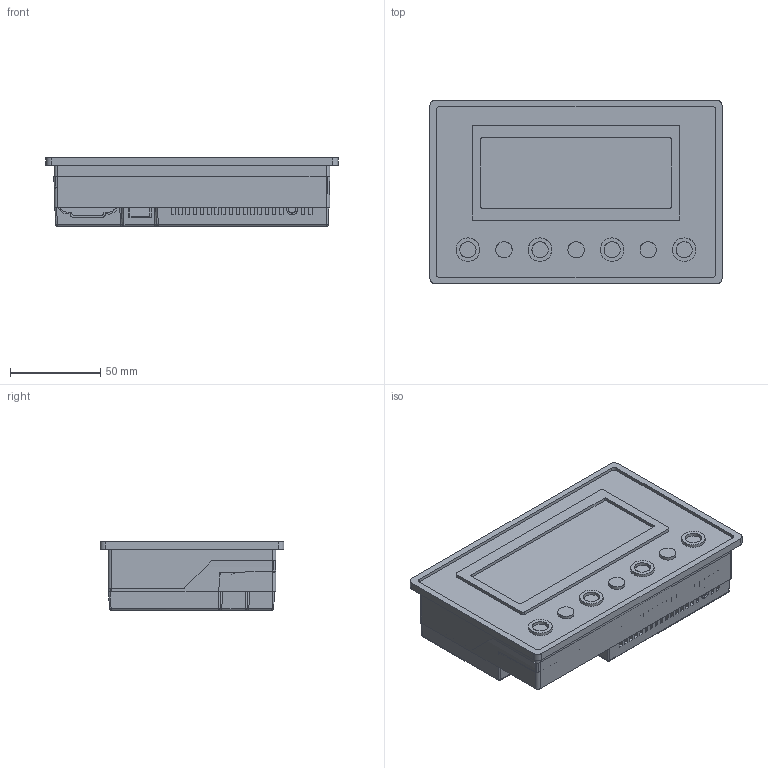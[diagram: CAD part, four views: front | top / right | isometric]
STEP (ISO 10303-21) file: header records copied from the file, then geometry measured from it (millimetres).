
FILE_DESCRIPTION(/* description */ (''),/* implementation_level */ '2;1');
FILE_NAME(/* name */ '37英寸~2',/* time_stamp */ '2020-12-26T13:44:16+08:00',/* author */ (''),/* organization */ (''),/* preprocessor_version */ 'ST-DEVELOPER v15',/* originating_system */ '',/* authorisation */ '');
FILE_SCHEMA (('AUTOMOTIVE_DESIGN'));
Length unit declared in the file: millimetre
Products named in the file (1): Document
Bounding box: 162 x 102 x 38 mm (x, y, z)
Volume: 430893.2 mm3; surface area: 95149.3 mm2
Topology: 2 solids, 2 shells, 534 faces, 1558 edges, 1032 vertices
Faces by surface type: plane 382, bspline 152
Entity records: 17464 total; most frequent: CARTESIAN_POINT 7588, ORIENTED_EDGE 3102, EDGE_CURVE 1551, B_SPLINE_CURVE_WITH_KNOTS 1216, VERTEX_POINT 1032, EDGE_LOOP 629, ADVANCED_FACE 534, FACE_OUTER_BOUND 534
